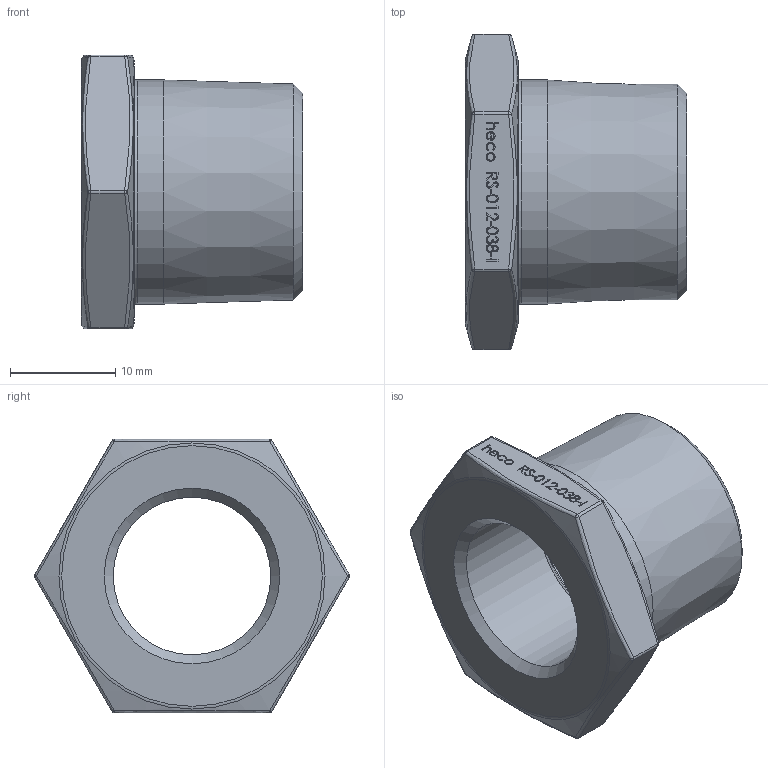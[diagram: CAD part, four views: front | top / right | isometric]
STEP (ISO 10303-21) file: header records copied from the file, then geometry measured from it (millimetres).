
FILE_DESCRIPTION (( 'STEP AP214' ), '1' );
FILE_NAME ('RS-012-038-I 2312.STEP', '2023-12-12T10:44:46', ( '' ), ( '' ), 'SwSTEP 2.0', 'SolidWorks 2019', '' );
FILE_SCHEMA (( 'AUTOMOTIVE_DESIGN' ));
Length unit declared in the file: millimetre
Products named in the file (1): RS-012-038-I 2312
Bounding box: 21 x 29.93 x 26 mm (x, y, z)
Volume: 4136.9 mm3; surface area: 3188.3 mm2
Topology: 1 solids, 1 shells, 243 faces, 609 edges, 392 vertices
Faces by surface type: bspline 122, plane 89, sphere 12, cylinder 9, cone 6, torus 5
Full cylindrical faces by diameter (mm): 14.95 x1, 17.062 x1, 21.268 x1
Entity records: 15569 total; most frequent: CARTESIAN_POINT 8617, ORIENTED_EDGE 1178, DIRECTION 641, EDGE_CURVE 589, VERTEX_POINT 386, LINE 293, VECTOR 293, EDGE_LOOP 283
